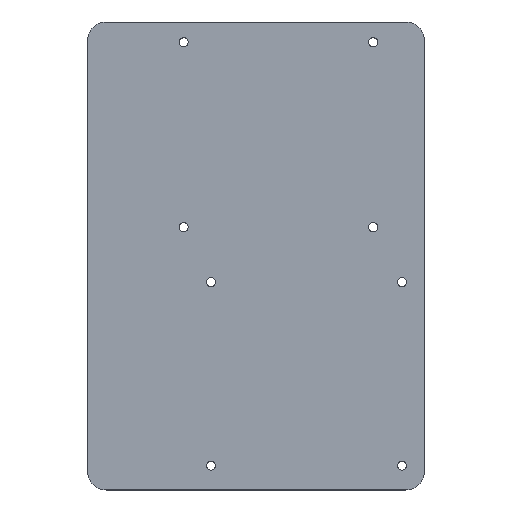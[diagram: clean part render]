
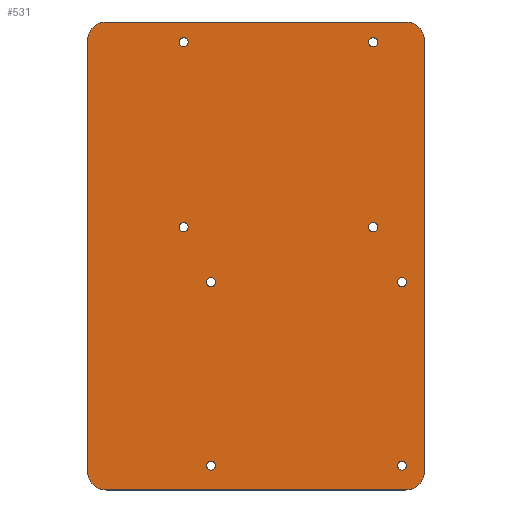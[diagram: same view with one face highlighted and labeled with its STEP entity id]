
A CAD part, top view. The second image highlights one B-rep face of the part: STEP entity #531.
In plain terms, the highlighted planar face has unit normal (0, 0, 1).
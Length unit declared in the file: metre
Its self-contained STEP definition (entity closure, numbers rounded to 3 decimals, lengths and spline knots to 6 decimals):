
#48=LINE('',#900,#64);
#49=LINE('',#905,#65);
#50=LINE('',#909,#66);
#51=LINE('',#913,#67);
#64=VECTOR('',#717,1.);
#65=VECTOR('',#720,1.);
#66=VECTOR('',#723,1.);
#67=VECTOR('',#726,1.);
#96=ORIENTED_EDGE('',*,*,#216,.T.);
#97=ORIENTED_EDGE('',*,*,#217,.F.);
#98=ORIENTED_EDGE('',*,*,#218,.F.);
#99=ORIENTED_EDGE('',*,*,#219,.T.);
#100=ORIENTED_EDGE('',*,*,#220,.F.);
#101=ORIENTED_EDGE('',*,*,#221,.F.);
#102=ORIENTED_EDGE('',*,*,#222,.F.);
#103=ORIENTED_EDGE('',*,*,#223,.T.);
#104=ORIENTED_EDGE('',*,*,#224,.T.);
#105=ORIENTED_EDGE('',*,*,#225,.T.);
#106=ORIENTED_EDGE('',*,*,#226,.T.);
#107=ORIENTED_EDGE('',*,*,#227,.T.);
#108=ORIENTED_EDGE('',*,*,#228,.F.);
#109=ORIENTED_EDGE('',*,*,#229,.T.);
#110=ORIENTED_EDGE('',*,*,#230,.T.);
#111=ORIENTED_EDGE('',*,*,#231,.T.);
#216=EDGE_CURVE('',#276,#276,#324,.T.);
#217=EDGE_CURVE('',#277,#277,#325,.T.);
#218=EDGE_CURVE('',#278,#278,#326,.T.);
#219=EDGE_CURVE('',#279,#279,#327,.T.);
#220=EDGE_CURVE('',#280,#280,#328,.T.);
#221=EDGE_CURVE('',#281,#281,#329,.T.);
#222=EDGE_CURVE('',#282,#283,#48,.T.);
#223=EDGE_CURVE('',#282,#284,#330,.T.);
#224=EDGE_CURVE('',#284,#285,#49,.T.);
#225=EDGE_CURVE('',#285,#286,#331,.T.);
#226=EDGE_CURVE('',#286,#287,#50,.T.);
#227=EDGE_CURVE('',#287,#288,#332,.T.);
#228=EDGE_CURVE('',#289,#288,#51,.T.);
#229=EDGE_CURVE('',#289,#283,#333,.T.);
#230=EDGE_CURVE('',#290,#290,#334,.T.);
#231=EDGE_CURVE('',#291,#291,#335,.T.);
#276=VERTEX_POINT('',#889);
#277=VERTEX_POINT('',#891);
#278=VERTEX_POINT('',#893);
#279=VERTEX_POINT('',#895);
#280=VERTEX_POINT('',#897);
#281=VERTEX_POINT('',#899);
#282=VERTEX_POINT('',#901);
#283=VERTEX_POINT('',#902);
#284=VERTEX_POINT('',#904);
#285=VERTEX_POINT('',#906);
#286=VERTEX_POINT('',#908);
#287=VERTEX_POINT('',#910);
#288=VERTEX_POINT('',#912);
#289=VERTEX_POINT('',#914);
#290=VERTEX_POINT('',#917);
#291=VERTEX_POINT('',#919);
#324=CIRCLE('',#599,0.0012);
#325=CIRCLE('',#600,0.0012);
#326=CIRCLE('',#601,0.0012);
#327=CIRCLE('',#602,0.0012);
#328=CIRCLE('',#603,0.0012);
#329=CIRCLE('',#604,0.0012);
#330=CIRCLE('',#605,0.005);
#331=CIRCLE('',#606,0.005);
#332=CIRCLE('',#607,0.005);
#333=CIRCLE('',#608,0.005);
#334=CIRCLE('',#609,0.0012);
#335=CIRCLE('',#610,0.0012);
#365=EDGE_LOOP('',(#96));
#366=EDGE_LOOP('',(#97));
#367=EDGE_LOOP('',(#98));
#368=EDGE_LOOP('',(#99));
#369=EDGE_LOOP('',(#100));
#370=EDGE_LOOP('',(#101));
#371=EDGE_LOOP('',(#102,#103,#104,#105,#106,#107,#108,#109));
#372=EDGE_LOOP('',(#110));
#373=EDGE_LOOP('',(#111));
#447=FACE_BOUND('',#365,.T.);
#448=FACE_BOUND('',#366,.T.);
#449=FACE_BOUND('',#367,.T.);
#450=FACE_BOUND('',#368,.T.);
#451=FACE_BOUND('',#369,.T.);
#452=FACE_BOUND('',#370,.T.);
#453=FACE_BOUND('',#371,.T.);
#454=FACE_BOUND('',#372,.T.);
#455=FACE_BOUND('',#373,.T.);
#517=PLANE('',#598);
#531=ADVANCED_FACE('',(#447,#448,#449,#450,#451,#452,#453,#454,#455),#517,
 .T.);
#598=AXIS2_PLACEMENT_3D('',#887,#703,#704);
#599=AXIS2_PLACEMENT_3D('',#888,#705,#706);
#600=AXIS2_PLACEMENT_3D('',#890,#707,#708);
#601=AXIS2_PLACEMENT_3D('',#892,#709,#710);
#602=AXIS2_PLACEMENT_3D('',#894,#711,#712);
#603=AXIS2_PLACEMENT_3D('',#896,#713,#714);
#604=AXIS2_PLACEMENT_3D('',#898,#715,#716);
#605=AXIS2_PLACEMENT_3D('',#903,#718,#719);
#606=AXIS2_PLACEMENT_3D('',#907,#721,#722);
#607=AXIS2_PLACEMENT_3D('',#911,#724,#725);
#608=AXIS2_PLACEMENT_3D('',#915,#727,#728);
#609=AXIS2_PLACEMENT_3D('',#916,#729,#730);
#610=AXIS2_PLACEMENT_3D('',#918,#731,#732);
#703=DIRECTION('',(0.,0.,1.));
#704=DIRECTION('',(1.,0.,0.));
#705=DIRECTION('',(0.,0.,-1.));
#706=DIRECTION('',(1.,0.,0.));
#707=DIRECTION('',(0.,0.,1.));
#708=DIRECTION('',(1.,0.,0.));
#709=DIRECTION('',(0.,0.,1.));
#710=DIRECTION('',(1.,0.,0.));
#711=DIRECTION('',(0.,0.,-1.));
#712=DIRECTION('',(1.,0.,0.));
#713=DIRECTION('',(0.,0.,1.));
#714=DIRECTION('',(1.,0.,0.));
#715=DIRECTION('',(0.,0.,1.));
#716=DIRECTION('',(1.,0.,0.));
#717=DIRECTION('',(0.,-1.,0.));
#718=DIRECTION('',(0.,0.,1.));
#719=DIRECTION('',(1.,0.,0.));
#720=DIRECTION('',(-1.,0.,0.));
#721=DIRECTION('',(0.,0.,1.));
#722=DIRECTION('',(1.,0.,0.));
#723=DIRECTION('',(0.,-1.,0.));
#724=DIRECTION('',(0.,0.,1.));
#725=DIRECTION('',(1.,0.,0.));
#726=DIRECTION('',(-1.,0.,0.));
#727=DIRECTION('',(0.,0.,1.));
#728=DIRECTION('',(1.,0.,0.));
#729=DIRECTION('',(0.,0.,-1.));
#730=DIRECTION('',(1.,0.,0.));
#731=DIRECTION('',(0.,0.,-1.));
#732=DIRECTION('',(1.,0.,0.));
#887=CARTESIAN_POINT('',(0.,0.,0.0403));
#888=CARTESIAN_POINT('',(-0.012,-0.007,0.0403));
#889=CARTESIAN_POINT('',(-0.0108,-0.007,0.0403));
#890=CARTESIAN_POINT('',(-0.012,-0.056,0.0403));
#891=CARTESIAN_POINT('',(-0.0108,-0.056,0.0403));
#892=CARTESIAN_POINT('',(0.039,-0.007,0.0403));
#893=CARTESIAN_POINT('',(0.0402,-0.007,0.0403));
#894=CARTESIAN_POINT('',(-0.0193,0.0571,0.0403));
#895=CARTESIAN_POINT('',(-0.0181,0.0571,0.0403));
#896=CARTESIAN_POINT('',(-0.0193,0.0077,0.0403));
#897=CARTESIAN_POINT('',(-0.0181,0.0077,0.0403));
#898=CARTESIAN_POINT('',(0.0313,0.0571,0.0403));
#899=CARTESIAN_POINT('',(0.0325,0.0571,0.0403));
#900=CARTESIAN_POINT('',(0.045,0.,0.0403));
#901=CARTESIAN_POINT('',(0.045,0.0575,0.0403));
#902=CARTESIAN_POINT('',(0.045,-0.0575,0.0403));
#903=CARTESIAN_POINT('',(0.04,0.0575,0.0403));
#904=CARTESIAN_POINT('',(0.04,0.0625,0.0403));
#905=CARTESIAN_POINT('',(0.,0.0625,0.0403));
#906=CARTESIAN_POINT('',(-0.04,0.0625,0.0403));
#907=CARTESIAN_POINT('',(-0.04,0.0575,0.0403));
#908=CARTESIAN_POINT('',(-0.045,0.0575,0.0403));
#909=CARTESIAN_POINT('',(-0.045,0.,0.0403));
#910=CARTESIAN_POINT('',(-0.045,-0.0575,0.0403));
#911=CARTESIAN_POINT('',(-0.04,-0.0575,0.0403));
#912=CARTESIAN_POINT('',(-0.04,-0.0625,0.0403));
#913=CARTESIAN_POINT('',(0.,-0.0625,0.0403));
#914=CARTESIAN_POINT('',(0.04,-0.0625,0.0403));
#915=CARTESIAN_POINT('',(0.04,-0.0575,0.0403));
#916=CARTESIAN_POINT('',(0.0313,0.0077,0.0403));
#917=CARTESIAN_POINT('',(0.0325,0.0077,0.0403));
#918=CARTESIAN_POINT('',(0.039,-0.056,0.0403));
#919=CARTESIAN_POINT('',(0.0402,-0.056,0.0403));
